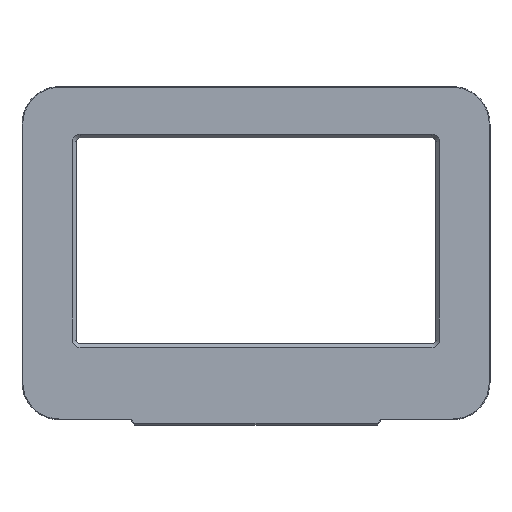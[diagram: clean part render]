
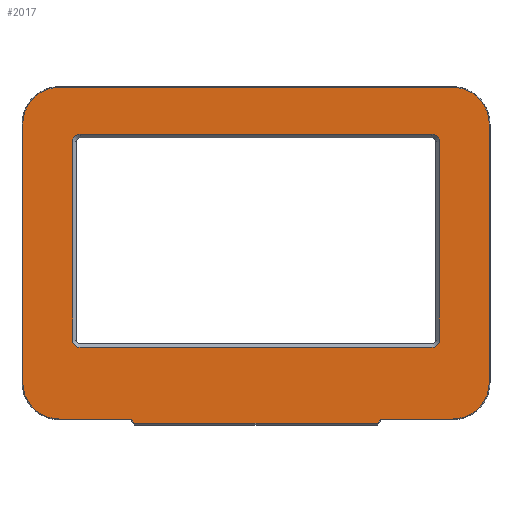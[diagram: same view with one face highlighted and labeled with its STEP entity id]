
A CAD part, top view. The second image highlights one B-rep face of the part: STEP entity #2017.
In plain terms, the highlighted planar face has unit normal (0, 0, 1).
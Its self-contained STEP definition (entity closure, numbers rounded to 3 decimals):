
#19=FACE_BOUND('',#257,.T.);
#38=PLANE('',#2204);
#136=FACE_OUTER_BOUND('',#256,.T.);
#256=EDGE_LOOP('',(#1467,#1468,#1469,#1470,#1471,#1472,#1473,#1474,#1475,
#1476,#1477,#1478,#1479,#1480));
#257=EDGE_LOOP('',(#1481,#1482,#1483,#1484,#1485,#1486,#1487,#1488));
#364=LINE('',#3106,#539);
#366=LINE('',#3118,#541);
#368=LINE('',#3130,#543);
#370=LINE('',#3142,#545);
#372=LINE('',#3154,#547);
#374=LINE('',#3166,#549);
#376=LINE('',#3175,#551);
#379=LINE('',#3179,#554);
#400=LINE('',#3231,#575);
#401=LINE('',#3235,#576);
#402=LINE('',#3239,#577);
#403=LINE('',#3243,#578);
#539=VECTOR('',#2438,10.);
#541=VECTOR('',#2452,10.);
#543=VECTOR('',#2466,10.);
#545=VECTOR('',#2480,10.);
#547=VECTOR('',#2494,10.);
#549=VECTOR('',#2508,10.);
#551=VECTOR('',#2520,10.);
#554=VECTOR('',#2525,10.);
#575=VECTOR('',#2580,94.);
#576=VECTOR('',#2583,53.);
#577=VECTOR('',#2586,94.);
#578=VECTOR('',#2589,53.);
#722=CIRCLE('',#2154,0.4);
#726=CIRCLE('',#2160,9.8);
#730=CIRCLE('',#2166,9.8);
#734=CIRCLE('',#2172,9.8);
#738=CIRCLE('',#2178,9.8);
#742=CIRCLE('',#2184,0.4);
#747=CIRCLE('',#2205,2.);
#748=CIRCLE('',#2206,2.);
#749=CIRCLE('',#2207,2.);
#750=CIRCLE('',#2208,2.);
#846=VERTEX_POINT('',#3092);
#849=VERTEX_POINT('',#3099);
#851=VERTEX_POINT('',#3104);
#853=VERTEX_POINT('',#3110);
#855=VERTEX_POINT('',#3116);
#857=VERTEX_POINT('',#3122);
#859=VERTEX_POINT('',#3128);
#861=VERTEX_POINT('',#3134);
#863=VERTEX_POINT('',#3140);
#865=VERTEX_POINT('',#3146);
#867=VERTEX_POINT('',#3152);
#869=VERTEX_POINT('',#3158);
#871=VERTEX_POINT('',#3164);
#873=VERTEX_POINT('',#3170);
#886=VERTEX_POINT('',#3229);
#887=VERTEX_POINT('',#3230);
#888=VERTEX_POINT('',#3232);
#889=VERTEX_POINT('',#3234);
#890=VERTEX_POINT('',#3236);
#891=VERTEX_POINT('',#3238);
#892=VERTEX_POINT('',#3240);
#893=VERTEX_POINT('',#3242);
#1051=EDGE_CURVE('',#851,#849,#364,.T.);
#1054=EDGE_CURVE('',#853,#851,#722,.T.);
#1057=EDGE_CURVE('',#855,#853,#366,.T.);
#1060=EDGE_CURVE('',#857,#855,#726,.T.);
#1063=EDGE_CURVE('',#859,#857,#368,.T.);
#1066=EDGE_CURVE('',#861,#859,#730,.T.);
#1069=EDGE_CURVE('',#863,#861,#370,.T.);
#1072=EDGE_CURVE('',#865,#863,#734,.T.);
#1075=EDGE_CURVE('',#867,#865,#372,.T.);
#1078=EDGE_CURVE('',#869,#867,#738,.T.);
#1081=EDGE_CURVE('',#871,#869,#374,.T.);
#1084=EDGE_CURVE('',#873,#871,#742,.T.);
#1086=EDGE_CURVE('',#846,#873,#376,.T.);
#1089=EDGE_CURVE('',#849,#846,#379,.T.);
#1115=EDGE_CURVE('',#886,#887,#400,.T.);
#1116=EDGE_CURVE('',#888,#886,#747,.T.);
#1117=EDGE_CURVE('',#889,#888,#401,.T.);
#1118=EDGE_CURVE('',#890,#889,#748,.T.);
#1119=EDGE_CURVE('',#891,#890,#402,.T.);
#1120=EDGE_CURVE('',#892,#891,#749,.T.);
#1121=EDGE_CURVE('',#893,#892,#403,.T.);
#1122=EDGE_CURVE('',#887,#893,#750,.T.);
#1467=ORIENTED_EDGE('',*,*,#1051,.F.);
#1468=ORIENTED_EDGE('',*,*,#1054,.F.);
#1469=ORIENTED_EDGE('',*,*,#1057,.F.);
#1470=ORIENTED_EDGE('',*,*,#1060,.F.);
#1471=ORIENTED_EDGE('',*,*,#1063,.F.);
#1472=ORIENTED_EDGE('',*,*,#1066,.F.);
#1473=ORIENTED_EDGE('',*,*,#1069,.F.);
#1474=ORIENTED_EDGE('',*,*,#1072,.F.);
#1475=ORIENTED_EDGE('',*,*,#1075,.F.);
#1476=ORIENTED_EDGE('',*,*,#1078,.F.);
#1477=ORIENTED_EDGE('',*,*,#1081,.F.);
#1478=ORIENTED_EDGE('',*,*,#1084,.F.);
#1479=ORIENTED_EDGE('',*,*,#1086,.F.);
#1480=ORIENTED_EDGE('',*,*,#1089,.F.);
#1481=ORIENTED_EDGE('',*,*,#1115,.F.);
#1482=ORIENTED_EDGE('',*,*,#1116,.F.);
#1483=ORIENTED_EDGE('',*,*,#1117,.F.);
#1484=ORIENTED_EDGE('',*,*,#1118,.F.);
#1485=ORIENTED_EDGE('',*,*,#1119,.F.);
#1486=ORIENTED_EDGE('',*,*,#1120,.F.);
#1487=ORIENTED_EDGE('',*,*,#1121,.F.);
#1488=ORIENTED_EDGE('',*,*,#1122,.F.);
#2017=ADVANCED_FACE('',(#136,#19),#38,.F.);
#2154=AXIS2_PLACEMENT_3D('',#3112,#2444,#2445);
#2160=AXIS2_PLACEMENT_3D('',#3124,#2458,#2459);
#2166=AXIS2_PLACEMENT_3D('',#3136,#2472,#2473);
#2172=AXIS2_PLACEMENT_3D('',#3148,#2486,#2487);
#2178=AXIS2_PLACEMENT_3D('',#3160,#2500,#2501);
#2184=AXIS2_PLACEMENT_3D('',#3172,#2514,#2515);
#2204=AXIS2_PLACEMENT_3D('',#3228,#2578,#2579);
#2205=AXIS2_PLACEMENT_3D('',#3233,#2581,#2582);
#2206=AXIS2_PLACEMENT_3D('',#3237,#2584,#2585);
#2207=AXIS2_PLACEMENT_3D('',#3241,#2587,#2588);
#2208=AXIS2_PLACEMENT_3D('',#3244,#2590,#2591);
#2438=DIRECTION('',(-0.5,-0.866,0.));
#2444=DIRECTION('center_axis',(0.,0.,1.));
#2445=DIRECTION('ref_axis',(-0.5,0.866,0.));
#2452=DIRECTION('',(-1.,0.,0.));
#2458=DIRECTION('center_axis',(0.,0.,-1.));
#2459=DIRECTION('ref_axis',(0.707,-0.707,0.));
#2466=DIRECTION('',(0.,-1.,0.));
#2472=DIRECTION('center_axis',(0.,0.,-1.));
#2473=DIRECTION('ref_axis',(0.707,0.707,0.));
#2480=DIRECTION('',(1.,0.,0.));
#2486=DIRECTION('center_axis',(0.,0.,-1.));
#2487=DIRECTION('ref_axis',(-0.707,0.707,0.));
#2494=DIRECTION('',(0.,1.,0.));
#2500=DIRECTION('center_axis',(0.,0.,-1.));
#2501=DIRECTION('ref_axis',(-0.707,-0.707,0.));
#2508=DIRECTION('',(-1.,0.,0.));
#2514=DIRECTION('center_axis',(0.,0.,1.));
#2515=DIRECTION('ref_axis',(0.5,0.866,0.));
#2520=DIRECTION('',(-0.5,0.866,0.));
#2525=DIRECTION('',(-1.,0.,0.));
#2578=DIRECTION('center_axis',(0.,0.,-1.));
#2579=DIRECTION('ref_axis',(-1.,0.,0.));
#2580=DIRECTION('',(-1.,0.,0.));
#2581=DIRECTION('center_axis',(0.,0.,1.));
#2582=DIRECTION('ref_axis',(1.,0.,0.));
#2583=DIRECTION('',(0.,1.,0.));
#2584=DIRECTION('center_axis',(0.,0.,1.));
#2585=DIRECTION('ref_axis',(0.,-1.,0.));
#2586=DIRECTION('',(1.,0.,0.));
#2587=DIRECTION('center_axis',(0.,0.,1.));
#2588=DIRECTION('ref_axis',(-1.,0.,0.));
#2589=DIRECTION('',(0.,-1.,0.));
#2590=DIRECTION('center_axis',(0.,0.,1.));
#2591=DIRECTION('ref_axis',(0.,1.,0.));
#3092=CARTESIAN_POINT('',(-32.606,-45.417,15.5));
#3099=CARTESIAN_POINT('',(32.606,-45.417,15.5));
#3104=CARTESIAN_POINT('',(33.135,-44.5,15.5));
#3106=CARTESIAN_POINT('',(38.657,-34.936,15.5));
#3110=CARTESIAN_POINT('',(33.481,-44.3,15.5));
#3112=CARTESIAN_POINT('Origin',(33.481,-44.7,15.5));
#3116=CARTESIAN_POINT('',(52.5,-44.3,15.5));
#3118=CARTESIAN_POINT('',(-26.25,-44.3,15.5));
#3122=CARTESIAN_POINT('',(62.3,-34.5,15.5));
#3124=CARTESIAN_POINT('Origin',(52.5,-34.5,15.5));
#3128=CARTESIAN_POINT('',(62.3,34.5,15.5));
#3130=CARTESIAN_POINT('',(62.3,17.25,15.5));
#3134=CARTESIAN_POINT('',(52.5,44.3,15.5));
#3136=CARTESIAN_POINT('Origin',(52.5,34.5,15.5));
#3140=CARTESIAN_POINT('',(-52.5,44.3,15.5));
#3142=CARTESIAN_POINT('',(-26.25,44.3,15.5));
#3146=CARTESIAN_POINT('',(-62.3,34.5,15.5));
#3148=CARTESIAN_POINT('Origin',(-52.5,34.5,15.5));
#3152=CARTESIAN_POINT('',(-62.3,-34.5,15.5));
#3154=CARTESIAN_POINT('',(-62.3,-17.25,15.5));
#3158=CARTESIAN_POINT('',(-52.5,-44.3,15.5));
#3160=CARTESIAN_POINT('Origin',(-52.5,-34.5,15.5));
#3164=CARTESIAN_POINT('',(-33.481,-44.3,15.5));
#3166=CARTESIAN_POINT('',(-26.25,-44.3,15.5));
#3170=CARTESIAN_POINT('',(-33.135,-44.5,15.5));
#3172=CARTESIAN_POINT('Origin',(-33.481,-44.7,15.5));
#3175=CARTESIAN_POINT('',(-38.224,-35.686,15.5));
#3179=CARTESIAN_POINT('',(8.125,-45.417,15.5));
#3228=CARTESIAN_POINT('Origin',(0.,0.,
15.5));
#3229=CARTESIAN_POINT('',(47.,31.8,15.5));
#3230=CARTESIAN_POINT('',(-47.,31.8,15.5));
#3231=CARTESIAN_POINT('',(47.,31.8,15.5));
#3232=CARTESIAN_POINT('',(49.,29.8,15.5));
#3233=CARTESIAN_POINT('Origin',(47.,29.8,15.5));
#3234=CARTESIAN_POINT('',(49.,-23.2,15.5));
#3235=CARTESIAN_POINT('',(49.,-23.2,15.5));
#3236=CARTESIAN_POINT('',(47.,-25.2,15.5));
#3237=CARTESIAN_POINT('Origin',(47.,-23.2,15.5));
#3238=CARTESIAN_POINT('',(-47.,-25.2,15.5));
#3239=CARTESIAN_POINT('',(-47.,-25.2,15.5));
#3240=CARTESIAN_POINT('',(-49.,-23.2,15.5));
#3241=CARTESIAN_POINT('Origin',(-47.,-23.2,15.5));
#3242=CARTESIAN_POINT('',(-49.,29.8,15.5));
#3243=CARTESIAN_POINT('',(-49.,29.8,15.5));
#3244=CARTESIAN_POINT('Origin',(-47.,29.8,15.5));
